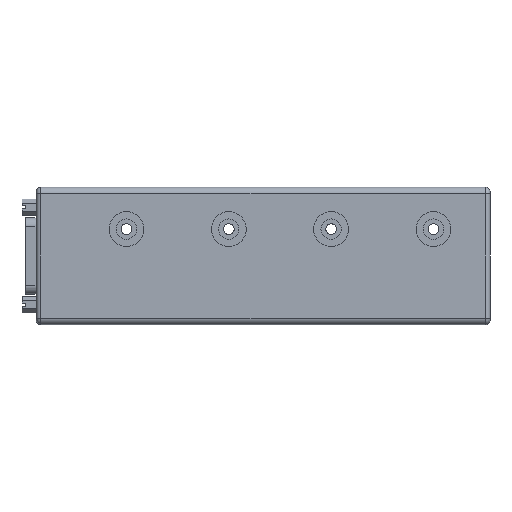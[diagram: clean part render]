
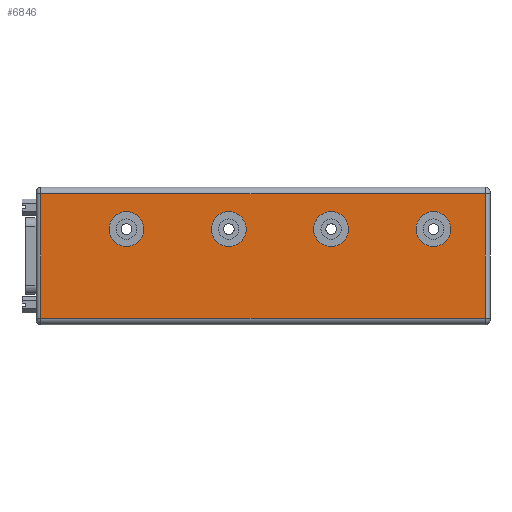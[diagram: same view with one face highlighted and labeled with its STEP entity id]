
A CAD part, front view. The second image highlights one B-rep face of the part: STEP entity #6846.
In plain terms, the highlighted planar face has unit normal (0, -1, 0).
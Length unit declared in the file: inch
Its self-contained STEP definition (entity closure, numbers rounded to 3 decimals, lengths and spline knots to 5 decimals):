
#26 = AXIS2_PLACEMENT_3D ( 'NONE', #7964, #4233, #517 ) ;
#29 = AXIS2_PLACEMENT_3D ( 'NONE', #778, #5116, #1407 ) ;
#184 = CARTESIAN_POINT ( 'NONE',  ( 5.351, 0., -0.3285 ) ) ;
#201 = CARTESIAN_POINT ( 'NONE',  ( 5.351, 0., -0.563 ) ) ;
#297 = CARTESIAN_POINT ( 'NONE',  ( 3.973, 0., -0.563 ) ) ;
#517 = DIRECTION ( 'NONE',  ( 0., 0., 1. ) ) ;
#588 = CARTESIAN_POINT ( 'NONE',  ( 3.973, 0., -0.3285 ) ) ;
#695 = CARTESIAN_POINT ( 'NONE',  ( 6.0495, 0., -0.09 ) ) ;
#778 = CARTESIAN_POINT ( 'NONE',  ( 1.217, 0., -0.563 ) ) ;
#836 = DIRECTION ( 'NONE',  ( 0., 0., 1. ) ) ;
#929 = DIRECTION ( 'NONE',  ( 0., 0., 1. ) ) ;
#1037 = DIRECTION ( 'NONE',  ( 0., -1., 0. ) ) ;
#1126 = EDGE_LOOP ( 'NONE', ( #4556, #3298 ) ) ;
#1178 = CARTESIAN_POINT ( 'NONE',  ( 6.112, 0., -0.09 ) ) ;
#1330 = LINE ( 'NONE', #3297, #5902 ) ;
#1365 = DIRECTION ( 'NONE',  ( 0., 0., -1. ) ) ;
#1376 = CARTESIAN_POINT ( 'NONE',  ( 5.351, 0., -0.563 ) ) ;
#1392 = CIRCLE ( 'NONE', #4077, 0.2345 ) ;
#1407 = DIRECTION ( 'NONE',  ( 0., 0., 1. ) ) ;
#1421 = EDGE_CURVE ( 'NONE', #2678, #6035, #7124, .T. ) ;
#1428 = FACE_OUTER_BOUND ( 'NONE', #7988, .T. ) ;
#1444 = EDGE_CURVE ( 'NONE', #2646, #3980, #6939, .T. ) ;
#1526 = ORIENTED_EDGE ( 'NONE', *, *, #6049, .T. ) ;
#1808 = DIRECTION ( 'NONE',  ( 0., -1., 0. ) ) ;
#1865 = EDGE_CURVE ( 'NONE', #4381, #3105, #1392, .T. ) ;
#1989 = DIRECTION ( 'NONE',  ( 0., 0., 1. ) ) ;
#2029 = ORIENTED_EDGE ( 'NONE', *, *, #1421, .F. ) ;
#2124 = CIRCLE ( 'NONE', #4413, 0.2345 ) ;
#2159 = EDGE_CURVE ( 'NONE', #3801, #4293, #4164, .T. ) ;
#2302 = VECTOR ( 'NONE', #1365, 39.37008 ) ;
#2416 = CARTESIAN_POINT ( 'NONE',  ( 6.0495, 0., -1.76 ) ) ;
#2452 = ORIENTED_EDGE ( 'NONE', *, *, #7267, .T. ) ;
#2512 = CIRCLE ( 'NONE', #3163, 0.2345 ) ;
#2646 = VERTEX_POINT ( 'NONE', #2416 ) ;
#2678 = VERTEX_POINT ( 'NONE', #7440 ) ;
#2826 = ORIENTED_EDGE ( 'NONE', *, *, #6315, .F. ) ;
#3007 = VECTOR ( 'NONE', #7412, 39.37008 ) ;
#3082 = DIRECTION ( 'NONE',  ( 0., 1., 0. ) ) ;
#3105 = VERTEX_POINT ( 'NONE', #5444 ) ;
#3163 = AXIS2_PLACEMENT_3D ( 'NONE', #1376, #5726, #1989 ) ;
#3297 = CARTESIAN_POINT ( 'NONE',  ( 6.0495, 0., -0.09 ) ) ;
#3298 = ORIENTED_EDGE ( 'NONE', *, *, #2159, .F. ) ;
#3435 = EDGE_LOOP ( 'NONE', ( #3846, #6715 ) ) ;
#3612 = DIRECTION ( 'NONE',  ( 0., -1., 0. ) ) ;
#3633 = CARTESIAN_POINT ( 'NONE',  ( 5.351, 0., -0.7975 ) ) ;
#3776 = AXIS2_PLACEMENT_3D ( 'NONE', #201, #4542, #836 ) ;
#3801 = VERTEX_POINT ( 'NONE', #6303 ) ;
#3821 = CARTESIAN_POINT ( 'NONE',  ( 2.595, 0., -0.3285 ) ) ;
#3846 = ORIENTED_EDGE ( 'NONE', *, *, #1865, .F. ) ;
#3980 = VERTEX_POINT ( 'NONE', #5914 ) ;
#4077 = AXIS2_PLACEMENT_3D ( 'NONE', #5540, #1808, #6175 ) ;
#4125 = ORIENTED_EDGE ( 'NONE', *, *, #1444, .F. ) ;
#4152 = LINE ( 'NONE', #5062, #2302 ) ;
#4164 = CIRCLE ( 'NONE', #4876, 0.2345 ) ;
#4208 = EDGE_CURVE ( 'NONE', #4293, #3801, #2124, .T. ) ;
#4233 = DIRECTION ( 'NONE',  ( 0., -1., 0. ) ) ;
#4293 = VERTEX_POINT ( 'NONE', #588 ) ;
#4381 = VERTEX_POINT ( 'NONE', #3821 ) ;
#4413 = AXIS2_PLACEMENT_3D ( 'NONE', #7363, #3612, #7985 ) ;
#4457 = EDGE_LOOP ( 'NONE', ( #2029, #5505 ) ) ;
#4524 = FACE_BOUND ( 'NONE', #3435, .T. ) ;
#4542 = DIRECTION ( 'NONE',  ( 0., -1., 0. ) ) ;
#4556 = ORIENTED_EDGE ( 'NONE', *, *, #4208, .F. ) ;
#4630 = ORIENTED_EDGE ( 'NONE', *, *, #7381, .T. ) ;
#4631 = LINE ( 'NONE', #1178, #3007 ) ;
#4639 = DIRECTION ( 'NONE',  ( 0., -1., 0. ) ) ;
#4661 = VERTEX_POINT ( 'NONE', #3633 ) ;
#4728 = FACE_BOUND ( 'NONE', #4883, .T. ) ;
#4744 = CARTESIAN_POINT ( 'NONE',  ( 1.217, 0., -0.563 ) ) ;
#4876 = AXIS2_PLACEMENT_3D ( 'NONE', #297, #4639, #929 ) ;
#4883 = EDGE_LOOP ( 'NONE', ( #5925, #2826 ) ) ;
#4931 = CARTESIAN_POINT ( 'NONE',  ( 6.112, 0., -0.09 ) ) ;
#4969 = EDGE_CURVE ( 'NONE', #6035, #2678, #6766, .T. ) ;
#5062 = CARTESIAN_POINT ( 'NONE',  ( 0.0625, 0., -0.09 ) ) ;
#5116 = DIRECTION ( 'NONE',  ( 0., -1., 0. ) ) ;
#5378 = DIRECTION ( 'NONE',  ( 0., 0., 1. ) ) ;
#5444 = CARTESIAN_POINT ( 'NONE',  ( 2.595, 0., -0.7975 ) ) ;
#5505 = ORIENTED_EDGE ( 'NONE', *, *, #4969, .F. ) ;
#5526 = CARTESIAN_POINT ( 'NONE',  ( 0.0625, 0., -0.09 ) ) ;
#5540 = CARTESIAN_POINT ( 'NONE',  ( 2.595, 0., -0.563 ) ) ;
#5568 = PLANE ( 'NONE',  #5833 ) ;
#5726 = DIRECTION ( 'NONE',  ( 0., -1., 0. ) ) ;
#5833 = AXIS2_PLACEMENT_3D ( 'NONE', #4931, #3082, #7441 ) ;
#5902 = VECTOR ( 'NONE', #7035, 39.37008 ) ;
#5914 = CARTESIAN_POINT ( 'NONE',  ( 0.0625, 0., -1.76 ) ) ;
#5925 = ORIENTED_EDGE ( 'NONE', *, *, #6972, .F. ) ;
#6035 = VERTEX_POINT ( 'NONE', #7977 ) ;
#6043 = VERTEX_POINT ( 'NONE', #5526 ) ;
#6049 = EDGE_CURVE ( 'NONE', #6910, #6043, #4631, .T. ) ;
#6175 = DIRECTION ( 'NONE',  ( 0., 0., 1. ) ) ;
#6214 = FACE_BOUND ( 'NONE', #4457, .T. ) ;
#6303 = CARTESIAN_POINT ( 'NONE',  ( 3.973, 0., -0.7975 ) ) ;
#6315 = EDGE_CURVE ( 'NONE', #4661, #7077, #6702, .T. ) ;
#6479 = AXIS2_PLACEMENT_3D ( 'NONE', #4744, #1037, #5378 ) ;
#6642 = CARTESIAN_POINT ( 'NONE',  ( 6.112, 0., -1.76 ) ) ;
#6702 = CIRCLE ( 'NONE', #3776, 0.2345 ) ;
#6715 = ORIENTED_EDGE ( 'NONE', *, *, #7639, .F. ) ;
#6752 = VECTOR ( 'NONE', #7266, 39.37008 ) ;
#6766 = CIRCLE ( 'NONE', #29, 0.2345 ) ;
#6846 = ADVANCED_FACE ( 'NONE', ( #1428, #6214, #4524, #7854, #4728 ), #5568, .F. ) ;
#6910 = VERTEX_POINT ( 'NONE', #695 ) ;
#6939 = LINE ( 'NONE', #6642, #6752 ) ;
#6972 = EDGE_CURVE ( 'NONE', #7077, #4661, #2512, .T. ) ;
#7035 = DIRECTION ( 'NONE',  ( 0., 0., 1. ) ) ;
#7077 = VERTEX_POINT ( 'NONE', #184 ) ;
#7124 = CIRCLE ( 'NONE', #6479, 0.2345 ) ;
#7266 = DIRECTION ( 'NONE',  ( -1., 0., 0. ) ) ;
#7267 = EDGE_CURVE ( 'NONE', #6043, #3980, #4152, .T. ) ;
#7363 = CARTESIAN_POINT ( 'NONE',  ( 3.973, 0., -0.563 ) ) ;
#7381 = EDGE_CURVE ( 'NONE', #2646, #6910, #1330, .T. ) ;
#7412 = DIRECTION ( 'NONE',  ( -1., 0., 0. ) ) ;
#7440 = CARTESIAN_POINT ( 'NONE',  ( 1.217, 0., -0.3285 ) ) ;
#7441 = DIRECTION ( 'NONE',  ( 0., 0., 1. ) ) ;
#7639 = EDGE_CURVE ( 'NONE', #3105, #4381, #7729, .T. ) ;
#7729 = CIRCLE ( 'NONE', #26, 0.2345 ) ;
#7854 = FACE_BOUND ( 'NONE', #1126, .T. ) ;
#7964 = CARTESIAN_POINT ( 'NONE',  ( 2.595, 0., -0.563 ) ) ;
#7977 = CARTESIAN_POINT ( 'NONE',  ( 1.217, 0., -0.7975 ) ) ;
#7985 = DIRECTION ( 'NONE',  ( 0., 0., 1. ) ) ;
#7988 = EDGE_LOOP ( 'NONE', ( #4125, #4630, #1526, #2452 ) ) ;
